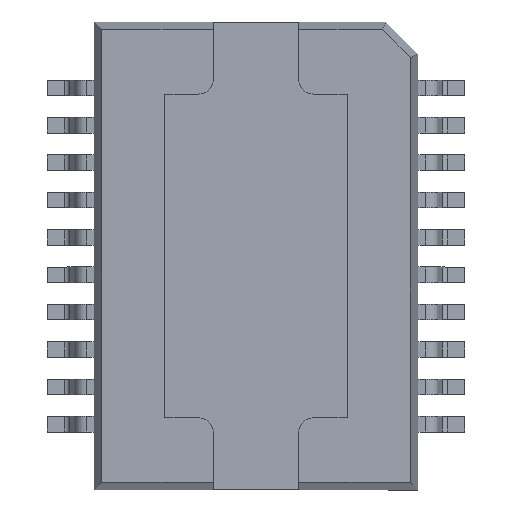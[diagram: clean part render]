
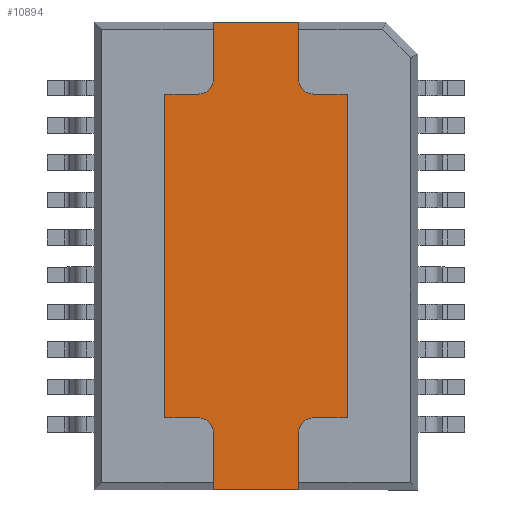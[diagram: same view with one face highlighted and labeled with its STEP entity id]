
A CAD part, top view. The second image highlights one B-rep face of the part: STEP entity #10894.
In plain terms, the highlighted planar face has unit normal (0, 0, 1).
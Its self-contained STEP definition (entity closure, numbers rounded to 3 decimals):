
#10383=CARTESIAN_POINT('',(-1.45,-6.,3.5));
#10384=VERTEX_POINT('',#10383);
#10391=CARTESIAN_POINT('',(-1.95,-5.5,3.5));
#10392=VERTEX_POINT('',#10391);
#10393=CARTESIAN_POINT('',(-1.95,-6.,3.5));
#10394=DIRECTION('',(0.,0.,1.0));
#10395=DIRECTION('',(0.707,0.707,0.));
#10396=AXIS2_PLACEMENT_3D('',#10393,#10394,#10395);
#10397=CIRCLE('',#10396,0.5);
#10398=EDGE_CURVE('',#10384,#10392,#10397,.T.);
#10422=CARTESIAN_POINT('',(-1.45,-7.95,3.5));
#10423=VERTEX_POINT('',#10422);
#10430=CARTESIAN_POINT('',(-1.45,-7.95,3.5));
#10431=DIRECTION('',(0.0,1.0,0.0));
#10432=VECTOR('',#10431,1.95);
#10433=LINE('',#10430,#10432);
#10434=EDGE_CURVE('',#10423,#10384,#10433,.T.);
#10453=CARTESIAN_POINT('',(1.45,-7.95,3.5));
#10454=VERTEX_POINT('',#10453);
#10461=CARTESIAN_POINT('',(1.45,-7.95,3.5));
#10462=DIRECTION('',(-1.0,0.0,0.0));
#10463=VECTOR('',#10462,2.9);
#10464=LINE('',#10461,#10463);
#10465=EDGE_CURVE('',#10454,#10423,#10464,.T.);
#10484=CARTESIAN_POINT('',(1.45,-6.,3.5));
#10485=VERTEX_POINT('',#10484);
#10492=CARTESIAN_POINT('',(1.45,-6.,3.5));
#10493=DIRECTION('',(0.0,-1.0,0.0));
#10494=VECTOR('',#10493,1.95);
#10495=LINE('',#10492,#10494);
#10496=EDGE_CURVE('',#10485,#10454,#10495,.T.);
#10516=CARTESIAN_POINT('',(1.95,-5.5,3.5));
#10517=VERTEX_POINT('',#10516);
#10524=CARTESIAN_POINT('',(1.95,-6.,3.5));
#10525=DIRECTION('',(0.,0.,1.0));
#10526=DIRECTION('',(-0.707,0.707,0.));
#10527=AXIS2_PLACEMENT_3D('',#10524,#10525,#10526);
#10528=CIRCLE('',#10527,0.5);
#10529=EDGE_CURVE('',#10517,#10485,#10528,.T.);
#10548=CARTESIAN_POINT('',(3.1,-5.5,3.5));
#10549=VERTEX_POINT('',#10548);
#10556=CARTESIAN_POINT('',(3.1,-5.5,3.5));
#10557=DIRECTION('',(-1.0,0.0,0.0));
#10558=VECTOR('',#10557,1.15);
#10559=LINE('',#10556,#10558);
#10560=EDGE_CURVE('',#10549,#10517,#10559,.T.);
#10579=CARTESIAN_POINT('',(3.1,5.5,3.5));
#10580=VERTEX_POINT('',#10579);
#10587=CARTESIAN_POINT('',(3.1,5.5,3.5));
#10588=DIRECTION('',(0.0,-1.0,0.0));
#10589=VECTOR('',#10588,11.);
#10590=LINE('',#10587,#10589);
#10591=EDGE_CURVE('',#10580,#10549,#10590,.T.);
#10610=CARTESIAN_POINT('',(1.95,5.5,3.5));
#10611=VERTEX_POINT('',#10610);
#10618=CARTESIAN_POINT('',(1.95,5.5,3.5));
#10619=DIRECTION('',(1.0,0.0,0.0));
#10620=VECTOR('',#10619,1.15);
#10621=LINE('',#10618,#10620);
#10622=EDGE_CURVE('',#10611,#10580,#10621,.T.);
#10642=CARTESIAN_POINT('',(1.45,6.,3.5));
#10643=VERTEX_POINT('',#10642);
#10650=CARTESIAN_POINT('',(1.95,6.,3.5));
#10651=DIRECTION('',(0.,0.,1.0));
#10652=DIRECTION('',(-0.707,-0.707,0.));
#10653=AXIS2_PLACEMENT_3D('',#10650,#10651,#10652);
#10654=CIRCLE('',#10653,0.5);
#10655=EDGE_CURVE('',#10643,#10611,#10654,.T.);
#10674=CARTESIAN_POINT('',(1.45,7.95,3.5));
#10675=VERTEX_POINT('',#10674);
#10682=CARTESIAN_POINT('',(1.45,7.95,3.5));
#10683=DIRECTION('',(0.0,-1.0,0.0));
#10684=VECTOR('',#10683,1.95);
#10685=LINE('',#10682,#10684);
#10686=EDGE_CURVE('',#10675,#10643,#10685,.T.);
#10705=CARTESIAN_POINT('',(-1.45,7.95,3.5));
#10706=VERTEX_POINT('',#10705);
#10713=CARTESIAN_POINT('',(-1.45,7.95,3.5));
#10714=DIRECTION('',(1.0,0.0,0.0));
#10715=VECTOR('',#10714,2.9);
#10716=LINE('',#10713,#10715);
#10717=EDGE_CURVE('',#10706,#10675,#10716,.T.);
#10736=CARTESIAN_POINT('',(-1.45,6.,3.5));
#10737=VERTEX_POINT('',#10736);
#10744=CARTESIAN_POINT('',(-1.45,6.,3.5));
#10745=DIRECTION('',(0.0,1.0,0.0));
#10746=VECTOR('',#10745,1.95);
#10747=LINE('',#10744,#10746);
#10748=EDGE_CURVE('',#10737,#10706,#10747,.T.);
#10768=CARTESIAN_POINT('',(-1.95,5.5,3.5));
#10769=VERTEX_POINT('',#10768);
#10776=CARTESIAN_POINT('',(-1.95,6.,3.5));
#10777=DIRECTION('',(0.,0.,1.0));
#10778=DIRECTION('',(0.707,-0.707,0.));
#10779=AXIS2_PLACEMENT_3D('',#10776,#10777,#10778);
#10780=CIRCLE('',#10779,0.5);
#10781=EDGE_CURVE('',#10769,#10737,#10780,.T.);
#10800=CARTESIAN_POINT('',(-3.1,5.5,3.5));
#10801=VERTEX_POINT('',#10800);
#10808=CARTESIAN_POINT('',(-3.1,5.5,3.5));
#10809=DIRECTION('',(1.0,0.0,0.0));
#10810=VECTOR('',#10809,1.15);
#10811=LINE('',#10808,#10810);
#10812=EDGE_CURVE('',#10801,#10769,#10811,.T.);
#10831=CARTESIAN_POINT('',(-3.1,-5.5,3.5));
#10832=VERTEX_POINT('',#10831);
#10839=CARTESIAN_POINT('',(-3.1,-5.5,3.5));
#10840=DIRECTION('',(0.0,1.0,0.0));
#10841=VECTOR('',#10840,11.);
#10842=LINE('',#10839,#10841);
#10843=EDGE_CURVE('',#10832,#10801,#10842,.T.);
#10861=CARTESIAN_POINT('',(-1.95,-5.5,3.5));
#10862=DIRECTION('',(-1.0,0.0,0.0));
#10863=VECTOR('',#10862,1.15);
#10864=LINE('',#10861,#10863);
#10865=EDGE_CURVE('',#10392,#10832,#10864,.T.);
#10871=CARTESIAN_POINT('',(0.,0.,3.5));
#10872=DIRECTION('',(0.0,0.0,-1.0));
#10873=DIRECTION('',(0.0,-1.0,0.0));
#10874=AXIS2_PLACEMENT_3D('',#10871,#10872,#10873);
#10875=PLANE('',#10874);
#10876=ORIENTED_EDGE('',*,*,#10865,.F.);
#10877=ORIENTED_EDGE('',*,*,#10398,.F.);
#10878=ORIENTED_EDGE('',*,*,#10434,.F.);
#10879=ORIENTED_EDGE('',*,*,#10465,.F.);
#10880=ORIENTED_EDGE('',*,*,#10496,.F.);
#10881=ORIENTED_EDGE('',*,*,#10529,.F.);
#10882=ORIENTED_EDGE('',*,*,#10560,.F.);
#10883=ORIENTED_EDGE('',*,*,#10591,.F.);
#10884=ORIENTED_EDGE('',*,*,#10622,.F.);
#10885=ORIENTED_EDGE('',*,*,#10655,.F.);
#10886=ORIENTED_EDGE('',*,*,#10686,.F.);
#10887=ORIENTED_EDGE('',*,*,#10717,.F.);
#10888=ORIENTED_EDGE('',*,*,#10748,.F.);
#10889=ORIENTED_EDGE('',*,*,#10781,.F.);
#10890=ORIENTED_EDGE('',*,*,#10812,.F.);
#10891=ORIENTED_EDGE('',*,*,#10843,.F.);
#10892=EDGE_LOOP('',(#10876,#10877,#10878,#10879,#10880,#10881,#10882,#10883,#10884,#10885,#10886,#10887,#10888,#10889,#10890,#10891));
#10893=FACE_OUTER_BOUND('',#10892,.T.);
#10894=ADVANCED_FACE('',(#10893),#10875,.F.);
